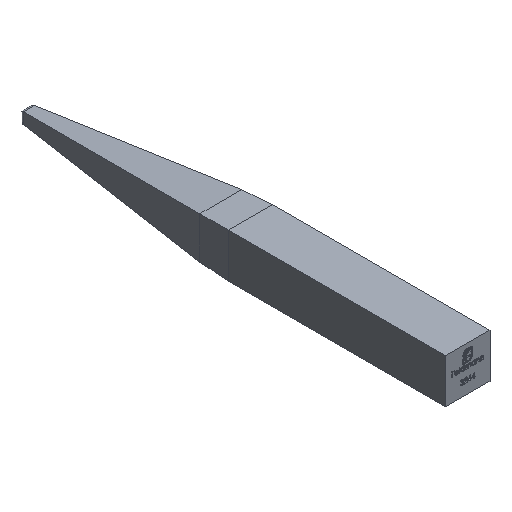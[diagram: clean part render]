
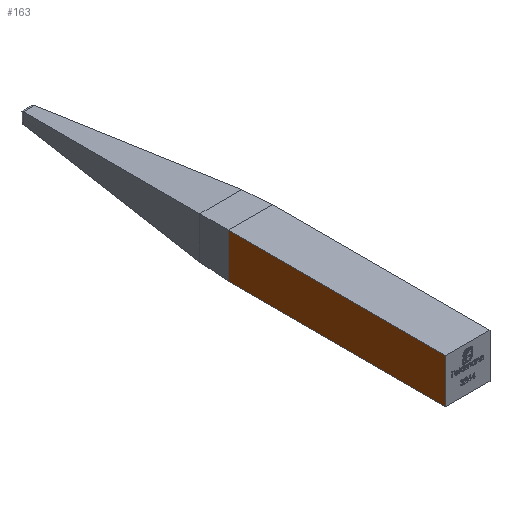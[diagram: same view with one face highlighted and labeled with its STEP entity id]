
A CAD part, isometric view. The second image highlights one B-rep face of the part: STEP entity #163.
In plain terms, the highlighted planar face has unit normal (-1, 0, 0).
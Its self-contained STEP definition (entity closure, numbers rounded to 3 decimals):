
#127 = VERTEX_POINT ( 'NONE', #5703 ) ;
#163 = ADVANCED_FACE ( 'NONE', ( #8554 ), #6642, .F. ) ;
#585 = CARTESIAN_POINT ( 'NONE',  ( -6., 120., -6. ) ) ;
#678 = VERTEX_POINT ( 'NONE', #7898 ) ;
#923 = DIRECTION ( 'NONE',  ( 0., -1., 0. ) ) ;
#1032 = EDGE_CURVE ( 'NONE', #2482, #4670, #6911, .T. ) ;
#1072 = AXIS2_PLACEMENT_3D ( 'NONE', #585, #3089, #10008 ) ;
#1411 = LINE ( 'NONE', #5183, #2851 ) ;
#1507 = ORIENTED_EDGE ( 'NONE', *, *, #5015, .T. ) ;
#1547 = ORIENTED_EDGE ( 'NONE', *, *, #3193, .T. ) ;
#1822 = CARTESIAN_POINT ( 'NONE',  ( -6., 0., -6. ) ) ;
#2174 = LINE ( 'NONE', #4160, #5384 ) ;
#2328 = VECTOR ( 'NONE', #9051, 1000. ) ;
#2482 = VERTEX_POINT ( 'NONE', #10936 ) ;
#2851 = VECTOR ( 'NONE', #923, 1000. ) ;
#3089 = DIRECTION ( 'NONE',  ( 1., 0., 0. ) ) ;
#3193 = EDGE_CURVE ( 'NONE', #678, #127, #8516, .T. ) ;
#3760 = CARTESIAN_POINT ( 'NONE',  ( -6., 0., 6. ) ) ;
#4160 = CARTESIAN_POINT ( 'NONE',  ( -6., 120., 6. ) ) ;
#4612 = EDGE_LOOP ( 'NONE', ( #6899, #1547, #1507, #10597 ) ) ;
#4670 = VERTEX_POINT ( 'NONE', #3760 ) ;
#5015 = EDGE_CURVE ( 'NONE', #127, #2482, #1411, .T. ) ;
#5092 = DIRECTION ( 'NONE',  ( 0., 0., 1. ) ) ;
#5183 = CARTESIAN_POINT ( 'NONE',  ( -6., 120., -6. ) ) ;
#5384 = VECTOR ( 'NONE', #10184, 1000. ) ;
#5703 = CARTESIAN_POINT ( 'NONE',  ( -6., 58.993, -6. ) ) ;
#6642 = PLANE ( 'NONE',  #1072 ) ;
#6899 = ORIENTED_EDGE ( 'NONE', *, *, #7473, .F. ) ;
#6911 = LINE ( 'NONE', #1822, #9593 ) ;
#7309 = CARTESIAN_POINT ( 'NONE',  ( -6., 58.993, -6. ) ) ;
#7473 = EDGE_CURVE ( 'NONE', #678, #4670, #2174, .T. ) ;
#7898 = CARTESIAN_POINT ( 'NONE',  ( -6., 58.993, 6. ) ) ;
#8516 = LINE ( 'NONE', #7309, #2328 ) ;
#8554 = FACE_OUTER_BOUND ( 'NONE', #4612, .T. ) ;
#9051 = DIRECTION ( 'NONE',  ( 0., 0., -1. ) ) ;
#9593 = VECTOR ( 'NONE', #5092, 1000. ) ;
#10008 = DIRECTION ( 'NONE',  ( 0., 0., -1. ) ) ;
#10184 = DIRECTION ( 'NONE',  ( 0., -1., 0. ) ) ;
#10597 = ORIENTED_EDGE ( 'NONE', *, *, #1032, .T. ) ;
#10936 = CARTESIAN_POINT ( 'NONE',  ( -6., 0., -6. ) ) ;
